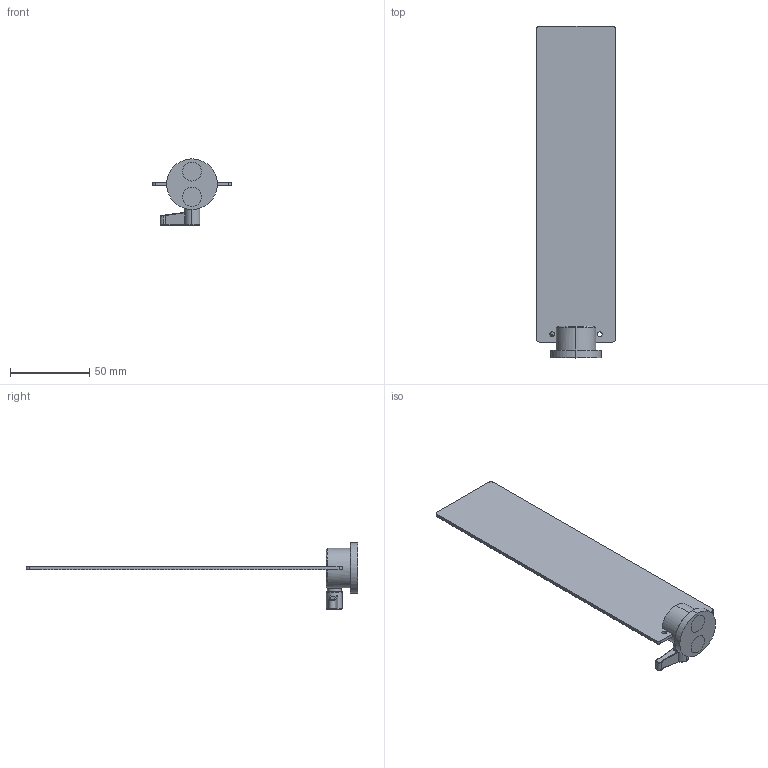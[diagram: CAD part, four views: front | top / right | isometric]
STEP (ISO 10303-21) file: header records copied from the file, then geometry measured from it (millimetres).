
FILE_DESCRIPTION (( 'STEP AP203' ), '1' );
FILE_NAME ('NHR200.STEP', '2019-05-10T01:19:07', ( '' ), ( '' ), 'SwSTEP 2.0', 'SolidWorks 2016', '' );
FILE_SCHEMA (( 'CONFIG_CONTROL_DESIGN' ));
Length unit declared in the file: millimetre
Products named in the file (1): NHR200
Bounding box: 50 x 210 x 41.9 mm (x, y, z)
Surface area: 24928.3 mm2 (no closed solid volume)
Topology: 0 solids, 12 shells, 561 faces, 4190 edges, 3279 vertices
Faces by surface type: plane 518, cylinder 25, torus 9, cone 5, bspline 4
Entity records: 37804 total; most frequent: CARTESIAN_POINT 8275, ORIENTED_EDGE 5424, DIRECTION 5362, EDGE_CURVE 4190, VECTOR 4086, LINE 4086, VERTEX_POINT 3279, AXIS2_PLACEMENT_3D 638
